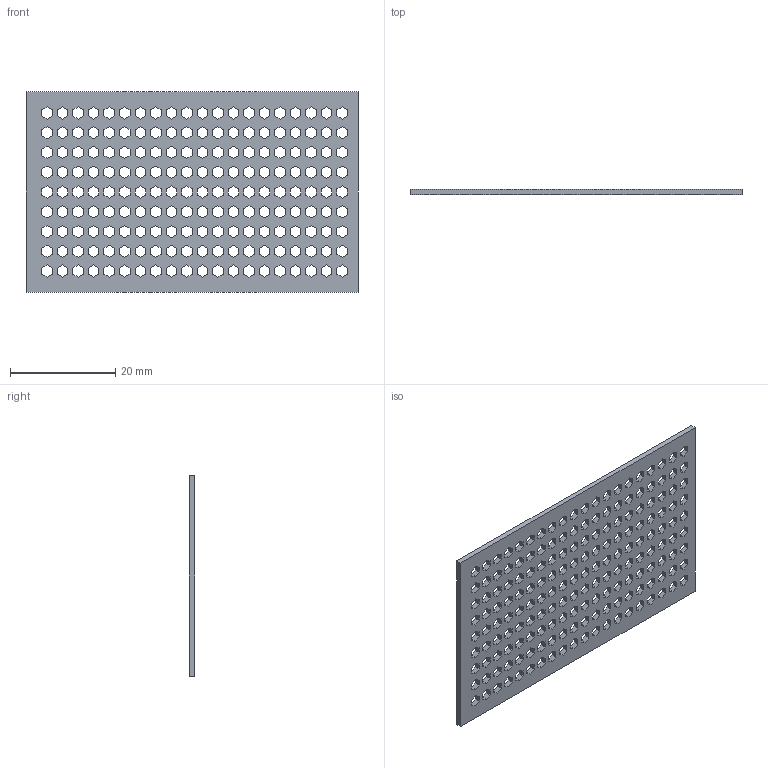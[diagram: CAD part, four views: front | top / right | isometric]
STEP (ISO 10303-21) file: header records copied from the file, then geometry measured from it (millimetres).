
FILE_DESCRIPTION(/* description */ (''),/* implementation_level */ '2;1');
FILE_NAME(/* name */ 'HME Inlet mesh.step',/* time_stamp */ '2020-12-18T16:33:07+06:00',/* author */ (''),/* organization */ (''),/* preprocessor_version */ 'ST-DEVELOPER v18.1',/* originating_system */ 'Autodesk Translation Framework v9.7.1.1290',/* authorisation */ '');
FILE_SCHEMA (('AUTOMOTIVE_DESIGN { 1 0 10303 214 3 1 1 }'));
Length unit declared in the file: millimetre
Products named in the file (1): HME Inlet mesh
Bounding box: 63 x 1 x 38 mm (x, y, z)
Volume: 1770.5 mm3; surface area: 4990 mm2
Topology: 1 solids, 1 shells, 1086 faces, 3252 edges, 2168 vertices
Faces by surface type: plane 1086
Entity records: 36549 total; most frequent: CARTESIAN_POINT 6507, ORIENTED_EDGE 6504, DIRECTION 5426, LINE 3252, VECTOR 3252, EDGE_CURVE 3252, VERTEX_POINT 2168, EDGE_LOOP 1446
